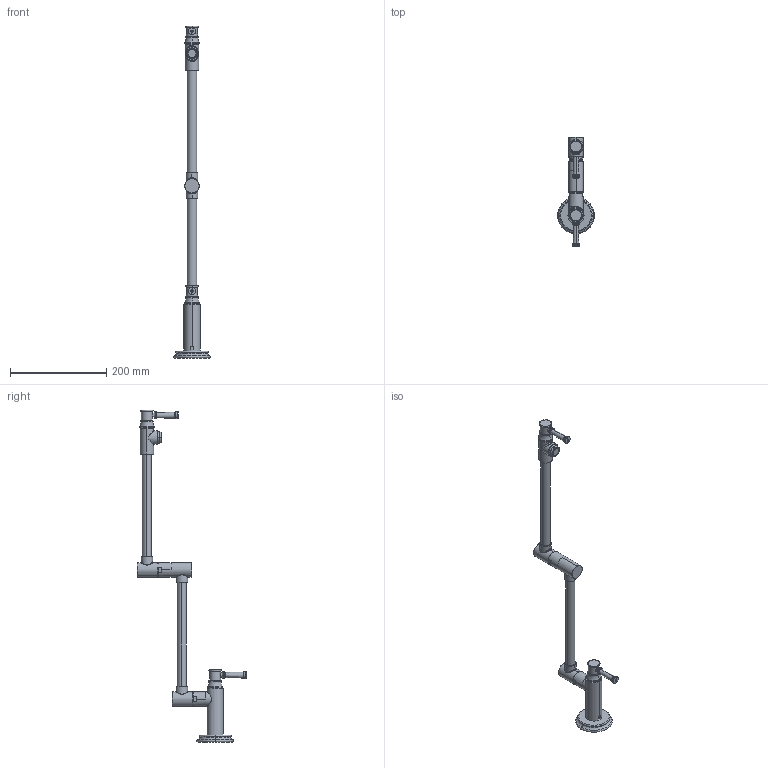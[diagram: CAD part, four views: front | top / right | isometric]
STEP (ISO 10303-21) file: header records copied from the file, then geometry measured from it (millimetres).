
FILE_DESCRIPTION((''),'2;1');
FILE_NAME('3310-5503','2021-10-14T10:06:22',('jinson.thomas'),(''),'CREO PARAMETRIC BY PTC INC, 2018400','CREO PARAMETRIC BY PTC INC, 2018400','');
FILE_SCHEMA(('CONFIG_CONTROL_DESIGN'));
Length unit declared in the file: inch
Products named in the file (1): 3310-5503
Bounding box: 76.2 x 227.24 x 689.69 mm (x, y, z)
Volume: 509017.2 mm3; surface area: 90737.2 mm2
Topology: 1 solids, 1 shells, 233 faces, 522 edges, 318 vertices
Faces by surface type: cylinder 78, plane 65, torus 52, bspline 18, cone 16, revolution 4
Entity records: 8728 total; most frequent: CARTESIAN_POINT 3368, DIRECTION 1231, ORIENTED_EDGE 1044, AXIS2_PLACEMENT_3D 528, EDGE_CURVE 522, VERTEX_POINT 318, CIRCLE 317, EDGE_LOOP 260
